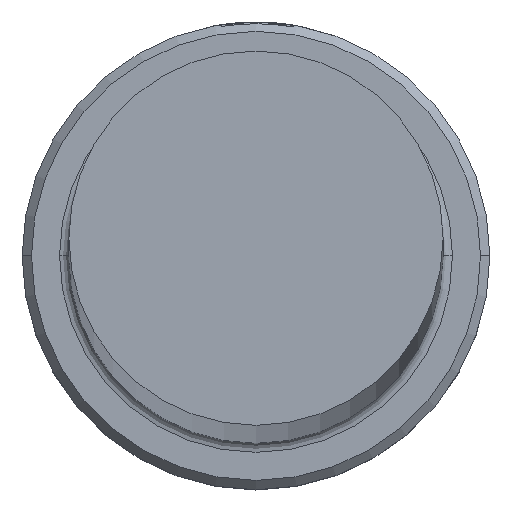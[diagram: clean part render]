
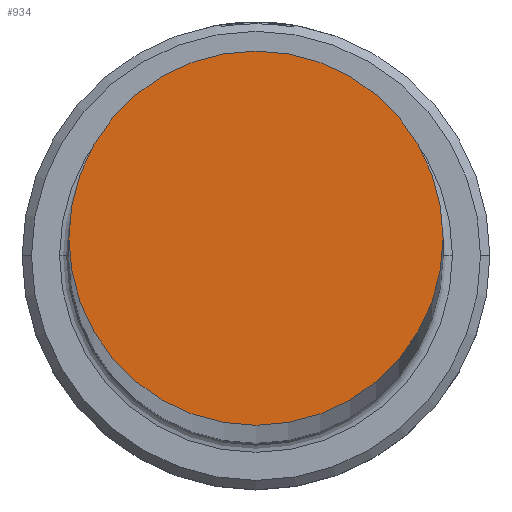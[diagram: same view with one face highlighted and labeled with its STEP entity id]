
A CAD part, top view. The second image highlights one B-rep face of the part: STEP entity #934.
In plain terms, the highlighted planar face has unit normal (0, 0, 1).
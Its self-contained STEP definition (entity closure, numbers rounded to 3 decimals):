
#23 = DIRECTION ( 'NONE',  ( 1., 0., 0. ) ) ;
#58 = CIRCLE ( 'NONE', #601, 10. ) ;
#155 = AXIS2_PLACEMENT_3D ( 'NONE', #941, #859, #852 ) ;
#296 = CARTESIAN_POINT ( 'NONE',  ( -10., 0., 550. ) ) ;
#392 = EDGE_LOOP ( 'NONE', ( #1148, #1171 ) ) ;
#429 = EDGE_CURVE ( 'NONE', #801, #840, #569, .T. ) ;
#505 = AXIS2_PLACEMENT_3D ( 'NONE', #509, #608, #23 ) ;
#509 = CARTESIAN_POINT ( 'NONE',  ( 0., 0., 550. ) ) ;
#559 = EDGE_CURVE ( 'NONE', #840, #801, #58, .T. ) ;
#569 = CIRCLE ( 'NONE', #155, 10. ) ;
#601 = AXIS2_PLACEMENT_3D ( 'NONE', #1011, #829, #742 ) ;
#608 = DIRECTION ( 'NONE',  ( 0., 0., 1. ) ) ;
#742 = DIRECTION ( 'NONE',  ( 1., 0., 0. ) ) ;
#801 = VERTEX_POINT ( 'NONE', #1195 ) ;
#829 = DIRECTION ( 'NONE',  ( 0., 0., 1. ) ) ;
#840 = VERTEX_POINT ( 'NONE', #296 ) ;
#852 = DIRECTION ( 'NONE',  ( 1., 0., 0. ) ) ;
#859 = DIRECTION ( 'NONE',  ( 0., 0., 1. ) ) ;
#867 = FACE_OUTER_BOUND ( 'NONE', #392, .T. ) ;
#934 = ADVANCED_FACE ( 'NONE', ( #867 ), #1052, .T. ) ;
#941 = CARTESIAN_POINT ( 'NONE',  ( 0., 0., 550. ) ) ;
#1011 = CARTESIAN_POINT ( 'NONE',  ( 0., 0., 550. ) ) ;
#1052 = PLANE ( 'NONE',  #505 ) ;
#1148 = ORIENTED_EDGE ( 'NONE', *, *, #559, .T. ) ;
#1171 = ORIENTED_EDGE ( 'NONE', *, *, #429, .T. ) ;
#1195 = CARTESIAN_POINT ( 'NONE',  ( 10., 0., 550. ) ) ;
